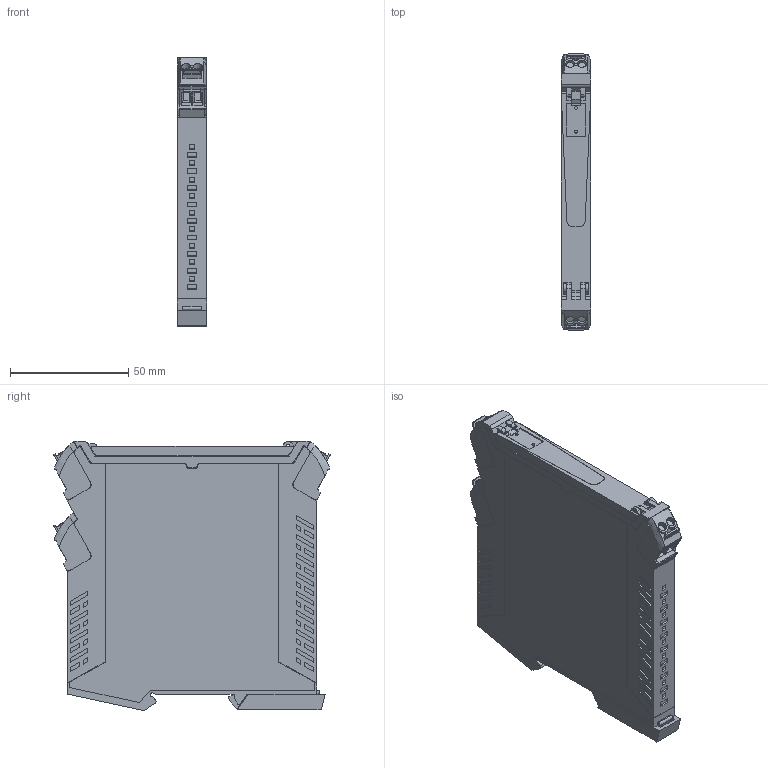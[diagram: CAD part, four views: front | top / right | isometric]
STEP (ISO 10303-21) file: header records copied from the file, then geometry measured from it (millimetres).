
FILE_DESCRIPTION(('CATIA V5 STEP Exchange','CAx-IF Rec.Pracs.--- Model Styling and Organization---1.4--- 2014-01-23'),'2;1');
FILE_NAME ('10659859_3', '2020-02-21T07:15:16+00:00', ('none'), ('Weidmueller'), 'CATIA Version 5-6 Release 2016 SP3 HF44', 'CATIA V5 STEP AP214', 'none');
FILE_SCHEMA(('AUTOMOTIVE_DESIGN { 1 0 10303 214 1 1 1 1 }'));
Length unit declared in the file: millimetre
Products named in the file (1): 7760054122
Bounding box: 12.5 x 117.21 x 114.02 mm (x, y, z)
Volume: 143233.8 mm3; surface area: 41998.6 mm2
Topology: 11 solids, 11 shells, 1270 faces, 3747 edges, 2594 vertices
Faces by surface type: plane 1017, cylinder 207, extrusion 26, revolution 12, bspline 6, sphere 2
Entity records: 42211 total; most frequent: CARTESIAN_POINT 9864, ORIENTED_EDGE 7494, DIRECTION 4654, EDGE_CURVE 3747, VECTOR 2729, LINE 2703, VERTEX_POINT 2594, EDGE_LOOP 1381
